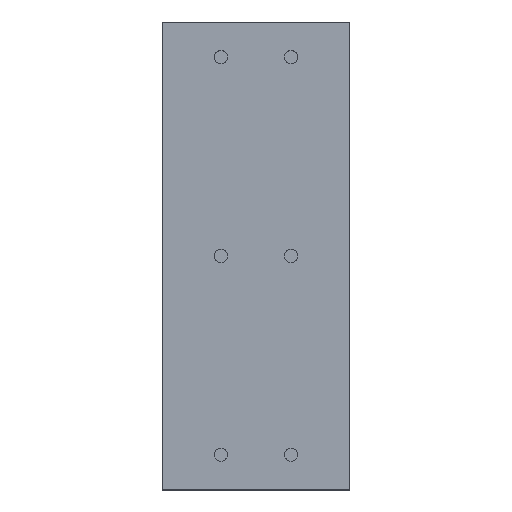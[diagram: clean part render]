
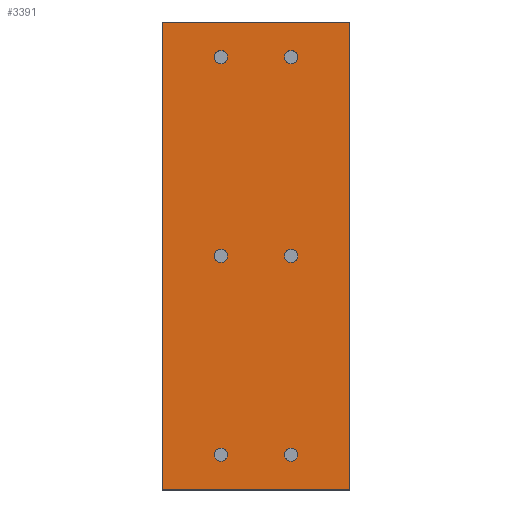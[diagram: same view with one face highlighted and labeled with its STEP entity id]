
A CAD part, top view. The second image highlights one B-rep face of the part: STEP entity #3391.
In plain terms, the highlighted planar face has unit normal (0, 0, 1).
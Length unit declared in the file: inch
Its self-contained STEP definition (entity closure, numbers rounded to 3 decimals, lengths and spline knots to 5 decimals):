
#2708=CARTESIAN_POINT('',(-0.3055,-2.125,0.3775));
#2709=VERTEX_POINT('',#2708);
#2725=CARTESIAN_POINT('',(-0.4445,-2.125,0.3775));
#2726=VERTEX_POINT('',#2725);
#2733=CARTESIAN_POINT('',(-0.375,-2.125,0.3775));
#2734=DIRECTION('',(0.0,0.0,-1.0));
#2735=DIRECTION('',(1.0,0.0,0.0));
#2736=AXIS2_PLACEMENT_3D('',#2733,#2734,#2735);
#2737=CIRCLE('',#2736,0.0695);
#2738=EDGE_CURVE('',#2709,#2726,#2737,.T.);
#2771=CARTESIAN_POINT('',(0.4445,2.125,0.3775));
#2772=VERTEX_POINT('',#2771);
#2788=CARTESIAN_POINT('',(0.3055,2.125,0.3775));
#2789=VERTEX_POINT('',#2788);
#2796=CARTESIAN_POINT('',(0.375,2.125,0.3775));
#2797=DIRECTION('',(0.0,0.0,-1.0));
#2798=DIRECTION('',(1.0,0.0,0.0));
#2799=AXIS2_PLACEMENT_3D('',#2796,#2797,#2798);
#2800=CIRCLE('',#2799,0.0695);
#2801=EDGE_CURVE('',#2772,#2789,#2800,.T.);
#2834=CARTESIAN_POINT('',(0.4445,-2.125,0.3775));
#2835=VERTEX_POINT('',#2834);
#2851=CARTESIAN_POINT('',(0.3055,-2.125,0.3775));
#2852=VERTEX_POINT('',#2851);
#2859=CARTESIAN_POINT('',(0.375,-2.125,0.3775));
#2860=DIRECTION('',(0.0,0.0,-1.0));
#2861=DIRECTION('',(1.0,0.0,0.0));
#2862=AXIS2_PLACEMENT_3D('',#2859,#2860,#2861);
#2863=CIRCLE('',#2862,0.0695);
#2864=EDGE_CURVE('',#2835,#2852,#2863,.T.);
#2897=CARTESIAN_POINT('',(-0.3055,0.0,0.3775));
#2898=VERTEX_POINT('',#2897);
#2914=CARTESIAN_POINT('',(-0.4445,0.,0.3775));
#2915=VERTEX_POINT('',#2914);
#2922=CARTESIAN_POINT('',(-0.375,0.0,0.3775));
#2923=DIRECTION('',(0.0,0.0,-1.0));
#2924=DIRECTION('',(1.0,0.0,0.0));
#2925=AXIS2_PLACEMENT_3D('',#2922,#2923,#2924);
#2926=CIRCLE('',#2925,0.0695);
#2927=EDGE_CURVE('',#2898,#2915,#2926,.T.);
#2960=CARTESIAN_POINT('',(0.4445,0.0,0.3775));
#2961=VERTEX_POINT('',#2960);
#2977=CARTESIAN_POINT('',(0.3055,0.,0.3775));
#2978=VERTEX_POINT('',#2977);
#2985=CARTESIAN_POINT('',(0.375,0.0,0.3775));
#2986=DIRECTION('',(0.0,0.0,-1.0));
#2987=DIRECTION('',(1.0,0.0,0.0));
#2988=AXIS2_PLACEMENT_3D('',#2985,#2986,#2987);
#2989=CIRCLE('',#2988,0.0695);
#2990=EDGE_CURVE('',#2961,#2978,#2989,.T.);
#3023=CARTESIAN_POINT('',(-0.3055,2.125,0.3775));
#3024=VERTEX_POINT('',#3023);
#3040=CARTESIAN_POINT('',(-0.4445,2.125,0.3775));
#3041=VERTEX_POINT('',#3040);
#3048=CARTESIAN_POINT('',(-0.375,2.125,0.3775));
#3049=DIRECTION('',(0.0,0.0,-1.0));
#3050=DIRECTION('',(1.0,0.0,0.0));
#3051=AXIS2_PLACEMENT_3D('',#3048,#3049,#3050);
#3052=CIRCLE('',#3051,0.0695);
#3053=EDGE_CURVE('',#3024,#3041,#3052,.T.);
#3085=CARTESIAN_POINT('',(-0.375,2.125,0.3775));
#3086=DIRECTION('',(0.0,0.0,-1.0));
#3087=DIRECTION('',(1.0,0.0,0.0));
#3088=AXIS2_PLACEMENT_3D('',#3085,#3086,#3087);
#3089=CIRCLE('',#3088,0.0695);
#3090=EDGE_CURVE('',#3041,#3024,#3089,.T.);
#3130=CARTESIAN_POINT('',(0.375,0.0,0.3775));
#3131=DIRECTION('',(0.0,0.0,-1.0));
#3132=DIRECTION('',(1.0,0.0,0.0));
#3133=AXIS2_PLACEMENT_3D('',#3130,#3131,#3132);
#3134=CIRCLE('',#3133,0.0695);
#3135=EDGE_CURVE('',#2978,#2961,#3134,.T.);
#3175=CARTESIAN_POINT('',(-0.375,0.0,0.3775));
#3176=DIRECTION('',(0.0,0.0,-1.0));
#3177=DIRECTION('',(1.0,0.0,0.0));
#3178=AXIS2_PLACEMENT_3D('',#3175,#3176,#3177);
#3179=CIRCLE('',#3178,0.0695);
#3180=EDGE_CURVE('',#2915,#2898,#3179,.T.);
#3220=CARTESIAN_POINT('',(0.375,-2.125,0.3775));
#3221=DIRECTION('',(0.0,0.0,-1.0));
#3222=DIRECTION('',(1.0,0.0,0.0));
#3223=AXIS2_PLACEMENT_3D('',#3220,#3221,#3222);
#3224=CIRCLE('',#3223,0.0695);
#3225=EDGE_CURVE('',#2852,#2835,#3224,.T.);
#3265=CARTESIAN_POINT('',(0.375,2.125,0.3775));
#3266=DIRECTION('',(0.0,0.0,-1.0));
#3267=DIRECTION('',(1.0,0.0,0.0));
#3268=AXIS2_PLACEMENT_3D('',#3265,#3266,#3267);
#3269=CIRCLE('',#3268,0.0695);
#3270=EDGE_CURVE('',#2789,#2772,#3269,.T.);
#3310=CARTESIAN_POINT('',(-0.375,-2.125,0.3775));
#3311=DIRECTION('',(0.0,0.0,-1.0));
#3312=DIRECTION('',(1.0,0.0,0.0));
#3313=AXIS2_PLACEMENT_3D('',#3310,#3311,#3312);
#3314=CIRCLE('',#3313,0.0695);
#3315=EDGE_CURVE('',#2726,#2709,#3314,.T.);
#3328=CARTESIAN_POINT('',(1.0,-2.5,0.3775));
#3329=DIRECTION('',(0.0,0.0,1.0));
#3330=DIRECTION('',(1.0,0.0,0.0));
#3331=AXIS2_PLACEMENT_3D('',#3328,#3329,#3330);
#3332=PLANE('',#3331);
#3333=CARTESIAN_POINT('',(1.0,2.5,0.3775));
#3334=VERTEX_POINT('',#3333);
#3335=CARTESIAN_POINT('',(-1.0,2.5,0.3775));
#3336=VERTEX_POINT('',#3335);
#3337=CARTESIAN_POINT('',(1.0,2.5,0.3775));
#3338=DIRECTION('',(-1.0,0.0,0.0));
#3339=VECTOR('',#3338,2.0);
#3340=LINE('',#3337,#3339);
#3341=EDGE_CURVE('',#3334,#3336,#3340,.T.);
#3342=ORIENTED_EDGE('',*,*,#3341,.T.);
#3343=CARTESIAN_POINT('',(-1.0,-2.5,0.3775));
#3344=VERTEX_POINT('',#3343);
#3345=CARTESIAN_POINT('',(-1.0,-2.5,0.3775));
#3346=DIRECTION('',(0.0,1.0,0.0));
#3347=VECTOR('',#3346,5.);
#3348=LINE('',#3345,#3347);
#3349=EDGE_CURVE('',#3344,#3336,#3348,.T.);
#3350=ORIENTED_EDGE('',*,*,#3349,.F.);
#3351=CARTESIAN_POINT('',(1.0,-2.5,0.3775));
#3352=VERTEX_POINT('',#3351);
#3353=CARTESIAN_POINT('',(-1.0,-2.5,0.3775));
#3354=DIRECTION('',(1.0,0.0,0.0));
#3355=VECTOR('',#3354,2.0);
#3356=LINE('',#3353,#3355);
#3357=EDGE_CURVE('',#3344,#3352,#3356,.T.);
#3358=ORIENTED_EDGE('',*,*,#3357,.T.);
#3359=CARTESIAN_POINT('',(1.0,-2.5,0.3775));
#3360=DIRECTION('',(0.0,1.0,0.0));
#3361=VECTOR('',#3360,5.);
#3362=LINE('',#3359,#3361);
#3363=EDGE_CURVE('',#3352,#3334,#3362,.T.);
#3364=ORIENTED_EDGE('',*,*,#3363,.T.);
#3365=EDGE_LOOP('',(#3342,#3350,#3358,#3364));
#3366=FACE_OUTER_BOUND('',#3365,.T.);
#3367=ORIENTED_EDGE('',*,*,#3053,.T.);
#3368=ORIENTED_EDGE('',*,*,#3090,.T.);
#3369=EDGE_LOOP('',(#3367,#3368));
#3370=FACE_BOUND('',#3369,.T.);
#3371=ORIENTED_EDGE('',*,*,#2990,.T.);
#3372=ORIENTED_EDGE('',*,*,#3135,.T.);
#3373=EDGE_LOOP('',(#3371,#3372));
#3374=FACE_BOUND('',#3373,.T.);
#3375=ORIENTED_EDGE('',*,*,#2927,.T.);
#3376=ORIENTED_EDGE('',*,*,#3180,.T.);
#3377=EDGE_LOOP('',(#3375,#3376));
#3378=FACE_BOUND('',#3377,.T.);
#3379=ORIENTED_EDGE('',*,*,#2864,.T.);
#3380=ORIENTED_EDGE('',*,*,#3225,.T.);
#3381=EDGE_LOOP('',(#3379,#3380));
#3382=FACE_BOUND('',#3381,.T.);
#3383=ORIENTED_EDGE('',*,*,#2801,.T.);
#3384=ORIENTED_EDGE('',*,*,#3270,.T.);
#3385=EDGE_LOOP('',(#3383,#3384));
#3386=FACE_BOUND('',#3385,.T.);
#3387=ORIENTED_EDGE('',*,*,#2738,.T.);
#3388=ORIENTED_EDGE('',*,*,#3315,.T.);
#3389=EDGE_LOOP('',(#3387,#3388));
#3390=FACE_BOUND('',#3389,.T.);
#3391=ADVANCED_FACE('',(#3366,#3370,#3374,#3378,#3382,#3386,#3390),#3332,.T.);
